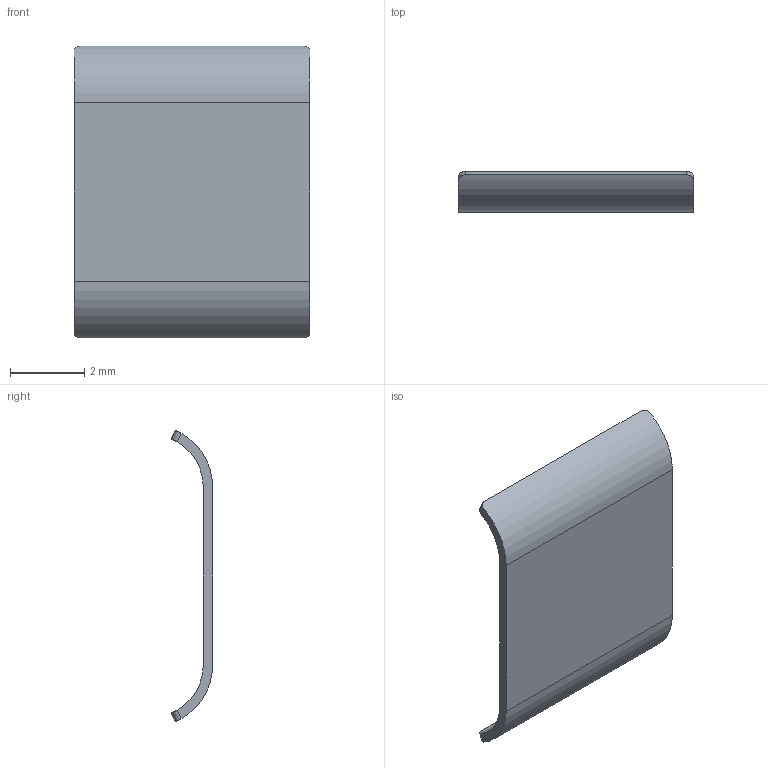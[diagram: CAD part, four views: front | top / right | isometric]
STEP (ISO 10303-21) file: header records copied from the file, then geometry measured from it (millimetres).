
FILE_DESCRIPTION (( 'STEP AP203' ), '1' );
FILE_NAME ('10036.STEP', '2015-02-24T16:27:52', ( '' ), ( '' ), 'SwSTEP 2.0', 'SolidWorks 2014', '' );
FILE_SCHEMA (( 'CONFIG_CONTROL_DESIGN' ));
Length unit declared in the file: inch
Products named in the file (1): 10036
Bounding box: 6.35 x 1.11 x 7.87 mm (x, y, z)
Volume: 13.5 mm3; surface area: 115.4 mm2
Topology: 1 solids, 1 shells, 38 faces, 90 edges, 60 vertices
Faces by surface type: plane 30, cylinder 8
Entity records: 1185 total; most frequent: CARTESIAN_POINT 229, ORIENTED_EDGE 180, DIRECTION 168, EDGE_CURVE 90, VECTOR 74, LINE 74, VERTEX_POINT 60, AXIS2_PLACEMENT_3D 47
